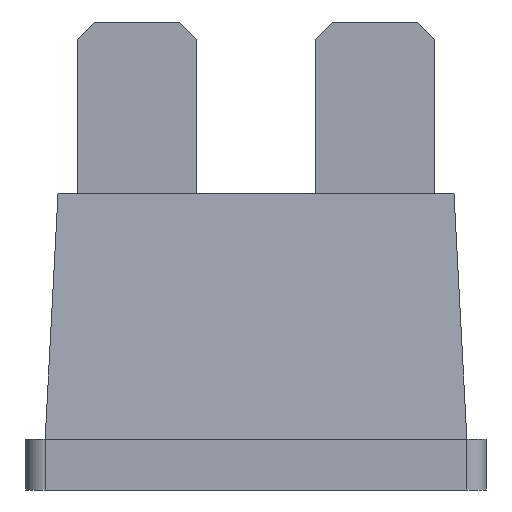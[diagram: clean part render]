
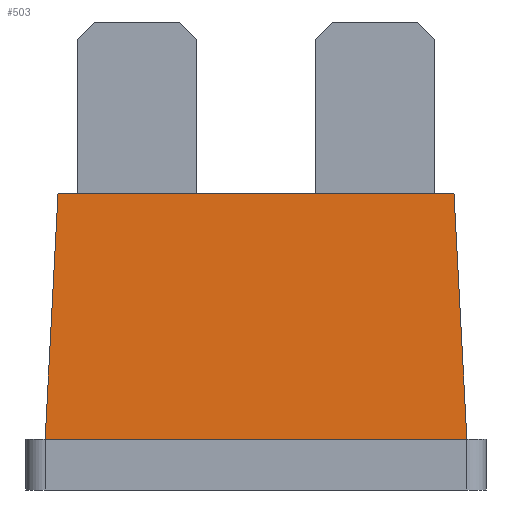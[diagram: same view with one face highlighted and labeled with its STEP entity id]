
A CAD part, front view. The second image highlights one B-rep face of the part: STEP entity #503.
In plain terms, the highlighted planar face has unit normal (0, -0.999, 0.052).
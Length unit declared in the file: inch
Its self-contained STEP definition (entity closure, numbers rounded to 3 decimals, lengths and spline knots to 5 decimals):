
#55 = DIRECTION ( 'NONE',  ( 1., 0., 0. ) ) ;
#194 = CARTESIAN_POINT ( 'NONE',  ( -0.34375, -0.04779, 0.483 ) ) ;
#452 = PLANE ( 'NONE',  #1403 ) ;
#482 = CARTESIAN_POINT ( 'NONE',  ( 0.34375, -0.06875, 0.083 ) ) ;
#503 = ADVANCED_FACE ( 'NONE', ( #2216 ), #452, .T. ) ;
#644 = VERTEX_POINT ( 'NONE', #2137 ) ;
#646 = VERTEX_POINT ( 'NONE', #2558 ) ;
#671 = EDGE_LOOP ( 'NONE', ( #1914, #1349, #1575, #2877 ) ) ;
#707 = VECTOR ( 'NONE', #1752, 39.37008 ) ;
#710 = DIRECTION ( 'NONE',  ( -0.052, -0.052, -0.997 ) ) ;
#802 = DIRECTION ( 'NONE',  ( 1., 0., 0. ) ) ;
#813 = VECTOR ( 'NONE', #802, 39.37008 ) ;
#875 = DIRECTION ( 'NONE',  ( 0., -0.999, 0.052 ) ) ;
#946 = LINE ( 'NONE', #1651, #2024 ) ;
#1222 = VERTEX_POINT ( 'NONE', #2773 ) ;
#1258 = LINE ( 'NONE', #2182, #707 ) ;
#1349 = ORIENTED_EDGE ( 'NONE', *, *, #1706, .F. ) ;
#1403 = AXIS2_PLACEMENT_3D ( 'NONE', #1990, #875, #1549 ) ;
#1549 = DIRECTION ( 'NONE',  ( 0., -0.052, -0.999 ) ) ;
#1574 = CARTESIAN_POINT ( 'NONE',  ( -0.34375, -0.06875, 0.083 ) ) ;
#1575 = ORIENTED_EDGE ( 'NONE', *, *, #2008, .F. ) ;
#1651 = CARTESIAN_POINT ( 'NONE',  ( -0.34375, -0.06875, 0.083 ) ) ;
#1699 = LINE ( 'NONE', #194, #813 ) ;
#1706 = EDGE_CURVE ( 'NONE', #1222, #1806, #1258, .T. ) ;
#1752 = DIRECTION ( 'NONE',  ( 0.052, -0.052, -0.997 ) ) ;
#1806 = VERTEX_POINT ( 'NONE', #482 ) ;
#1835 = LINE ( 'NONE', #1574, #2878 ) ;
#1914 = ORIENTED_EDGE ( 'NONE', *, *, #2151, .T. ) ;
#1990 = CARTESIAN_POINT ( 'NONE',  ( -0.34375, -0.06875, 0.083 ) ) ;
#2008 = EDGE_CURVE ( 'NONE', #644, #1222, #1699, .T. ) ;
#2024 = VECTOR ( 'NONE', #55, 39.37008 ) ;
#2137 = CARTESIAN_POINT ( 'NONE',  ( -0.32279, -0.04779, 0.483 ) ) ;
#2151 = EDGE_CURVE ( 'NONE', #646, #1806, #946, .T. ) ;
#2182 = CARTESIAN_POINT ( 'NONE',  ( 0.34375, -0.06875, 0.083 ) ) ;
#2216 = FACE_OUTER_BOUND ( 'NONE', #671, .T. ) ;
#2558 = CARTESIAN_POINT ( 'NONE',  ( -0.34375, -0.06875, 0.083 ) ) ;
#2700 = EDGE_CURVE ( 'NONE', #644, #646, #1835, .T. ) ;
#2773 = CARTESIAN_POINT ( 'NONE',  ( 0.32279, -0.04779, 0.483 ) ) ;
#2877 = ORIENTED_EDGE ( 'NONE', *, *, #2700, .T. ) ;
#2878 = VECTOR ( 'NONE', #710, 39.37008 ) ;
